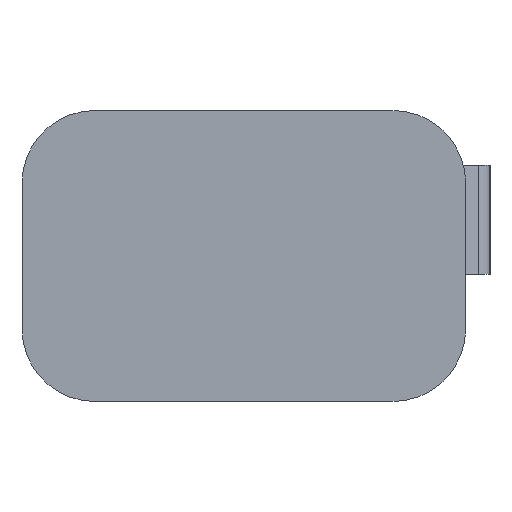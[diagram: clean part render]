
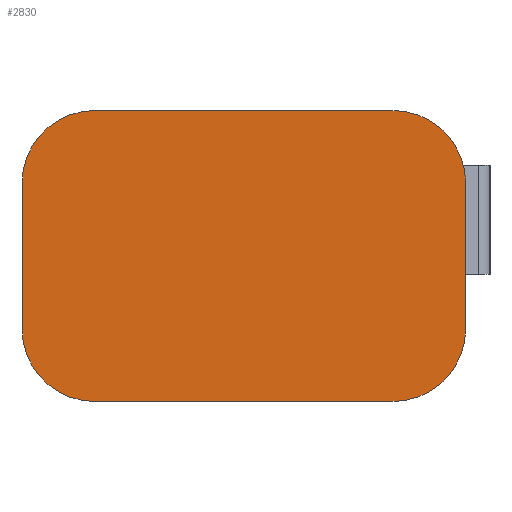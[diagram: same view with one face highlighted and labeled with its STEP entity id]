
A CAD part, left-side view. The second image highlights one B-rep face of the part: STEP entity #2830.
In plain terms, the highlighted planar face has unit normal (-1, 0, 0).
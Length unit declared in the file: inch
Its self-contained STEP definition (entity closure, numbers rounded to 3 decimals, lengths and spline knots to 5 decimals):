
#413 = VERTEX_POINT ( 'NONE', #612 ) ;
#434 = VERTEX_POINT ( 'NONE', #607 ) ;
#439 = VERTEX_POINT ( 'NONE', #606 ) ;
#442 = VERTEX_POINT ( 'NONE', #605 ) ;
#445 = VERTEX_POINT ( 'NONE', #604 ) ;
#448 = VERTEX_POINT ( 'NONE', #603 ) ;
#452 = VERTEX_POINT ( 'NONE', #601 ) ;
#459 = VERTEX_POINT ( 'NONE', #599 ) ;
#599 = CARTESIAN_POINT ( 'NONE',  ( -4.02126, 0.35, -0.075 ) ) ;
#601 = CARTESIAN_POINT ( 'NONE',  ( -4.02126, 0.96, -0.075 ) ) ;
#603 = CARTESIAN_POINT ( 'NONE',  ( -4.02126, 0.45, 0.225 ) ) ;
#604 = CARTESIAN_POINT ( 'NONE',  ( -4.02126, 0.96, 0.125 ) ) ;
#605 = CARTESIAN_POINT ( 'NONE',  ( -4.02126, 0.86, 0.225 ) ) ;
#606 = CARTESIAN_POINT ( 'NONE',  ( -4.02126, 0.35, 0.125 ) ) ;
#607 = CARTESIAN_POINT ( 'NONE',  ( -4.02126, 0.86, -0.175 ) ) ;
#612 = CARTESIAN_POINT ( 'NONE',  ( -4.02126, 0.45, -0.175 ) ) ;
#1385 = FACE_OUTER_BOUND ( 'NONE', #10064, .T. ) ;
#2096 = LINE ( 'NONE', #6087, #2106 ) ;
#2101 = CIRCLE ( 'NONE', #3312, 0.1 ) ;
#2103 = CIRCLE ( 'NONE', #3353, 0.1 ) ;
#2106 = VECTOR ( 'NONE', #6083, 39.37008 ) ;
#2110 = LINE ( 'NONE', #6077, #2111 ) ;
#2111 = VECTOR ( 'NONE', #6076, 39.37008 ) ;
#2187 = CIRCLE ( 'NONE', #3285, 0.1 ) ;
#2212 = CIRCLE ( 'NONE', #3275, 0.1 ) ;
#2830 = ADVANCED_FACE ( 'NONE', ( #1385 ), #8798, .T. ) ;
#3111 = DIRECTION ( 'NONE',  ( 0., 0., -1. ) ) ;
#3112 = CARTESIAN_POINT ( 'NONE',  ( -4.02126, 0.96, -0.175 ) ) ;
#3275 = AXIS2_PLACEMENT_3D ( 'NONE', #5871, #5859, #5858 ) ;
#3285 = AXIS2_PLACEMENT_3D ( 'NONE', #5934, #5913, #5912 ) ;
#3312 = AXIS2_PLACEMENT_3D ( 'NONE', #6108, #6095, #6094 ) ;
#3353 = AXIS2_PLACEMENT_3D ( 'NONE', #6093, #6092, #6091 ) ;
#3596 = AXIS2_PLACEMENT_3D ( 'NONE', #8867, #8861, #8862 ) ;
#4902 = DIRECTION ( 'NONE',  ( 0., -1., 0. ) ) ;
#4903 = CARTESIAN_POINT ( 'NONE',  ( -4.02126, 0.96, -0.175 ) ) ;
#5065 = LINE ( 'NONE', #4903, #5066 ) ;
#5066 = VECTOR ( 'NONE', #4902, 39.37008 ) ;
#5250 = LINE ( 'NONE', #3112, #5553 ) ;
#5553 = VECTOR ( 'NONE', #3111, 39.37008 ) ;
#5858 = DIRECTION ( 'NONE',  ( 0., 0., 1. ) ) ;
#5859 = DIRECTION ( 'NONE',  ( -1., 0., 0. ) ) ;
#5871 = CARTESIAN_POINT ( 'NONE',  ( -4.02126, 0.86, 0.125 ) ) ;
#5912 = DIRECTION ( 'NONE',  ( 0., 0., 1. ) ) ;
#5913 = DIRECTION ( 'NONE',  ( -1., 0., 0. ) ) ;
#5934 = CARTESIAN_POINT ( 'NONE',  ( -4.02126, 0.86, -0.075 ) ) ;
#6076 = DIRECTION ( 'NONE',  ( 0., 1., 0. ) ) ;
#6077 = CARTESIAN_POINT ( 'NONE',  ( -4.02126, 0.96, 0.225 ) ) ;
#6083 = DIRECTION ( 'NONE',  ( 0., 0., 1. ) ) ;
#6087 = CARTESIAN_POINT ( 'NONE',  ( -4.02126, 0.35, -0.175 ) ) ;
#6091 = DIRECTION ( 'NONE',  ( 0., 0., 1. ) ) ;
#6092 = DIRECTION ( 'NONE',  ( -1., 0., 0. ) ) ;
#6093 = CARTESIAN_POINT ( 'NONE',  ( -4.02126, 0.45, -0.075 ) ) ;
#6094 = DIRECTION ( 'NONE',  ( 0., 0., 1. ) ) ;
#6095 = DIRECTION ( 'NONE',  ( -1., 0., 0. ) ) ;
#6108 = CARTESIAN_POINT ( 'NONE',  ( -4.02126, 0.45, 0.125 ) ) ;
#7304 = ORIENTED_EDGE ( 'NONE', *, *, #8060, .T. ) ;
#7305 = ORIENTED_EDGE ( 'NONE', *, *, #7992, .T. ) ;
#7306 = ORIENTED_EDGE ( 'NONE', *, *, #7985, .T. ) ;
#7307 = ORIENTED_EDGE ( 'NONE', *, *, #7989, .T. ) ;
#7308 = ORIENTED_EDGE ( 'NONE', *, *, #7986, .T. ) ;
#7309 = ORIENTED_EDGE ( 'NONE', *, *, #8207, .T. ) ;
#7310 = ORIENTED_EDGE ( 'NONE', *, *, #8043, .T. ) ;
#7311 = ORIENTED_EDGE ( 'NONE', *, *, #8461, .T. ) ;
#7985 = EDGE_CURVE ( 'NONE', #439, #448, #2101, .T. ) ;
#7986 = EDGE_CURVE ( 'NONE', #413, #459, #2103, .T. ) ;
#7989 = EDGE_CURVE ( 'NONE', #459, #439, #2096, .T. ) ;
#7992 = EDGE_CURVE ( 'NONE', #448, #442, #2110, .T. ) ;
#8043 = EDGE_CURVE ( 'NONE', #452, #434, #2187, .T. ) ;
#8060 = EDGE_CURVE ( 'NONE', #442, #445, #2212, .T. ) ;
#8207 = EDGE_CURVE ( 'NONE', #434, #413, #5065, .T. ) ;
#8461 = EDGE_CURVE ( 'NONE', #445, #452, #5250, .T. ) ;
#8798 = PLANE ( 'NONE',  #3596 ) ;
#8861 = DIRECTION ( 'NONE',  ( -1., 0., 0. ) ) ;
#8862 = DIRECTION ( 'NONE',  ( 0., 0., 1. ) ) ;
#8867 = CARTESIAN_POINT ( 'NONE',  ( -4.02126, 0.35, -0.175 ) ) ;
#10064 = EDGE_LOOP ( 'NONE', ( #7311, #7310, #7309, #7308, #7307, #7306, #7305, #7304 ) ) ;
